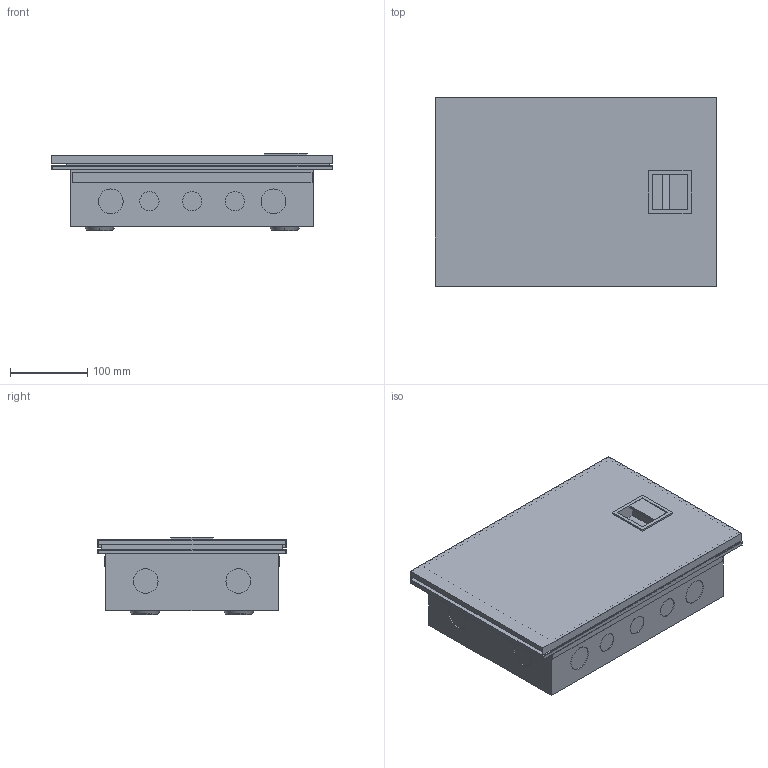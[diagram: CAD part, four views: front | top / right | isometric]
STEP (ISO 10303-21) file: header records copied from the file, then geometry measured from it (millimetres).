
FILE_DESCRIPTION((''),'2;1');
FILE_NAME('EZ9ESND12','2018-01-22T',('SESA231899'),('Schneider-Electric'),'PRO/ENGINEER BY PARAMETRIC TECHNOLOGY CORPORATION, 2015440','PRO/ENGINEER BY PARAMETRIC TECHNOLOGY CORPORATION, 2015440','');
FILE_SCHEMA(('CONFIG_CONTROL_DESIGN'));
Length unit declared in the file: millimetre
Products named in the file (1): EZ9ESND12
Bounding box: 365.2 x 244 x 100.2 mm (x, y, z)
Volume: 6759846.1 mm3; surface area: 346851.9 mm2
Topology: 1 solids, 1 shells, 151 faces, 342 edges, 228 vertices
Faces by surface type: plane 96, cylinder 39, cone 16
Entity records: 4284 total; most frequent: DIRECTION 754, CARTESIAN_POINT 721, ORIENTED_EDGE 684, EDGE_CURVE 342, AXIS2_PLACEMENT_3D 261, VECTOR 232, LINE 232, VERTEX_POINT 228
